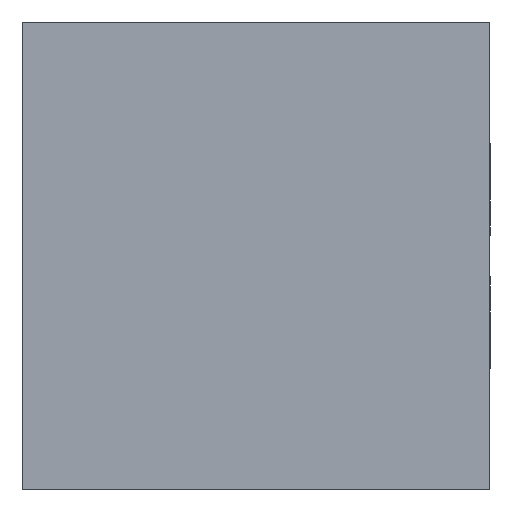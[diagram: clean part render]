
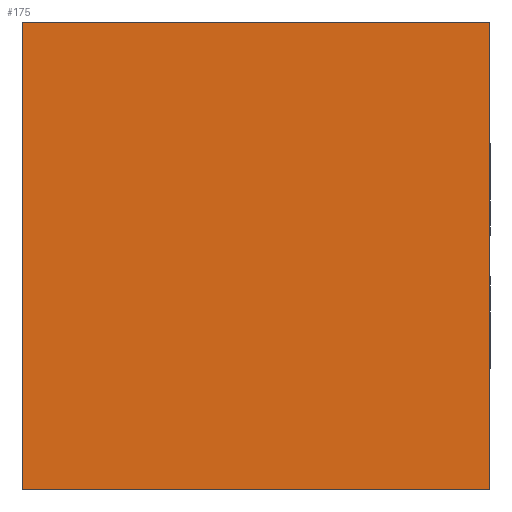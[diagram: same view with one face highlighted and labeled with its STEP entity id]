
A CAD part, left-side view. The second image highlights one B-rep face of the part: STEP entity #175.
In plain terms, the highlighted planar face has unit normal (-1, 0, 0).
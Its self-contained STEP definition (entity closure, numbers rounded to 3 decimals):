
#62=CARTESIAN_POINT('POINT7',(-0.375,0.5,-0.25));
#63=VERTEX_POINT('VERTEX7',#62);
#70=CARTESIAN_POINT('POINT8',(-0.375,0.5,0.25));
#71=VERTEX_POINT('VERTEX8',#70);
#72=CARTESIAN_POINT('POS8',(-0.375,0.5,-0.25));
#73=DIRECTION('DIR11',(0.,0.,-1.));
#74=VECTOR('VEC5',#73,1.);
#75=LINE('STRAIGHT5',#72,#74);
#76=EDGE_CURVE('EDGE9',#71,#63,#75,.T.);
#121=CARTESIAN_POINT('POINT11',(-0.375,0.,-0.25));
#122=VERTEX_POINT('VERTEX11',#121);
#131=CARTESIAN_POINT('POS14',(-0.375,0.,-0.25));
#132=DIRECTION('DIR20',(0.,-1.,0.));
#133=VECTOR('VEC8',#132,1.);
#134=LINE('STRAIGHT8',#131,#133);
#135=EDGE_CURVE('EDGE14',#63,#122,#134,.T.);
#152=CARTESIAN_POINT('POINT13',(-0.375,0.,0.25));
#153=VERTEX_POINT('VERTEX13',#152);
#154=CARTESIAN_POINT('POS17',(-0.375,0.,-0.25));
#155=DIRECTION('DIR24',(0.,0.,-1.));
#156=VECTOR('VEC10',#155,1.);
#157=LINE('STRAIGHT10',#154,#156);
#158=EDGE_CURVE('EDGE16',#153,#122,#157,.T.);
#159=ORIENTED_EDGE('COEDGE23',*,*,#158,.F.);
#160=CARTESIAN_POINT('POS18',(-0.375,0.,0.25));
#161=DIRECTION('DIR25',(0.,-1.,0.));
#162=VECTOR('VEC11',#161,1.);
#163=LINE('STRAIGHT11',#160,#162);
#164=EDGE_CURVE('EDGE17',#71,#153,#163,.T.);
#165=ORIENTED_EDGE('COEDGE24',*,*,#164,.F.);
#166=ORIENTED_EDGE('COEDGE25',*,*,#76,.T.);
#167=ORIENTED_EDGE('COEDGE26',*,*,#135,.T.);
#168=EDGE_LOOP('NONE',(#159,#165,#166,#167));
#169=FACE_BOUND('LOOP1',#168,.T.);
#170=CARTESIAN_POINT('POS19',(-0.375,0.,-0.25));
#171=DIRECTION('DIR26',(-1.,0.,0.));
#172=DIRECTION('DIR27',(0.,1.,0.));
#173=AXIS2_PLACEMENT_3D('AXIS8',#170,#171,#172);
#174=PLANE('PLANE4',#173);
#175=ADVANCED_FACE('FACE6',(#169),#174,.T.);
